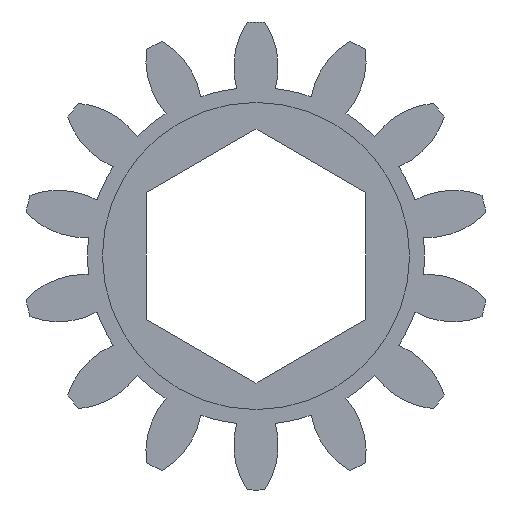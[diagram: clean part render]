
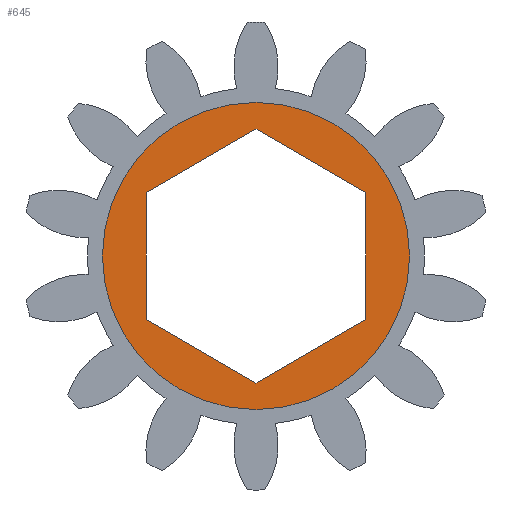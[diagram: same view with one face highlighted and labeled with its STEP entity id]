
A CAD part, left-side view. The second image highlights one B-rep face of the part: STEP entity #645.
In plain terms, the highlighted planar face has unit normal (-1, 0, 0).
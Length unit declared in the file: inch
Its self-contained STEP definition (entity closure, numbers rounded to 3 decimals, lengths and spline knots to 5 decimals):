
#5 = FACE_BOUND ( 'NONE', #2473, .T. ) ;
#13 = VERTEX_POINT ( 'NONE', #2136 ) ;
#29 = CARTESIAN_POINT ( 'NONE',  ( -0.0625, 0., -0.21708 ) ) ;
#56 = CARTESIAN_POINT ( 'NONE',  ( -0.0625, -0.188, 0.10854 ) ) ;
#82 = DIRECTION ( 'NONE',  ( 0., 0., -1. ) ) ;
#99 = ORIENTED_EDGE ( 'NONE', *, *, #1650, .T. ) ;
#182 = FACE_OUTER_BOUND ( 'NONE', #2557, .T. ) ;
#203 = DIRECTION ( 'NONE',  ( 0., 0.866, -0.5 ) ) ;
#237 = CARTESIAN_POINT ( 'NONE',  ( -0.0625, -0.188, -0.10854 ) ) ;
#327 = CARTESIAN_POINT ( 'NONE',  ( -0.0625, -0.188, -0.10854 ) ) ;
#588 = AXIS2_PLACEMENT_3D ( 'NONE', #2039, #2034, #1998 ) ;
#645 = ADVANCED_FACE ( 'NONE', ( #5, #182 ), #2103, .F. ) ;
#730 = VERTEX_POINT ( 'NONE', #1914 ) ;
#759 = CARTESIAN_POINT ( 'NONE',  ( -0.0625, 0., -0.2625 ) ) ;
#792 = DIRECTION ( 'NONE',  ( 0., 0.866, 0.5 ) ) ;
#826 = CARTESIAN_POINT ( 'NONE',  ( -0.0625, 0., -0.21708 ) ) ;
#834 = DIRECTION ( 'NONE',  ( 0., 0., -1. ) ) ;
#835 = DIRECTION ( 'NONE',  ( 1., 0., 0. ) ) ;
#838 = CARTESIAN_POINT ( 'NONE',  ( -0.0625, 0., 0. ) ) ;
#869 = EDGE_CURVE ( 'NONE', #1215, #13, #2569, .T. ) ;
#890 = CARTESIAN_POINT ( 'NONE',  ( -0.0625, 0.188, 0.10854 ) ) ;
#933 = CARTESIAN_POINT ( 'NONE',  ( -0.0625, 0., 0.21708 ) ) ;
#939 = AXIS2_PLACEMENT_3D ( 'NONE', #838, #835, #834 ) ;
#992 = CARTESIAN_POINT ( 'NONE',  ( -0.0625, 0.188, -0.10854 ) ) ;
#1152 = AXIS2_PLACEMENT_3D ( 'NONE', #2094, #2106, #2085 ) ;
#1215 = VERTEX_POINT ( 'NONE', #933 ) ;
#1253 = EDGE_CURVE ( 'NONE', #730, #1342, #2394, .T. ) ;
#1304 = EDGE_CURVE ( 'NONE', #1854, #1977, #2384, .T. ) ;
#1342 = VERTEX_POINT ( 'NONE', #759 ) ;
#1389 = DIRECTION ( 'NONE',  ( 0., -0.866, 0.5 ) ) ;
#1432 = ORIENTED_EDGE ( 'NONE', *, *, #1253, .F. ) ;
#1454 = CARTESIAN_POINT ( 'NONE',  ( -0.0625, 0.188, 0.10854 ) ) ;
#1506 = CARTESIAN_POINT ( 'NONE',  ( -0.0625, 0.188, -0.10854 ) ) ;
#1602 = VERTEX_POINT ( 'NONE', #327 ) ;
#1650 = EDGE_CURVE ( 'NONE', #1602, #1854, #2160, .T. ) ;
#1703 = DIRECTION ( 'NONE',  ( 0., -0.866, -0.5 ) ) ;
#1759 = VECTOR ( 'NONE', #2142, 39.37008 ) ;
#1798 = CARTESIAN_POINT ( 'NONE',  ( -0.0625, 0., 0.21708 ) ) ;
#1805 = EDGE_CURVE ( 'NONE', #13, #1602, #2110, .T. ) ;
#1807 = LINE ( 'NONE', #1506, #1759 ) ;
#1854 = VERTEX_POINT ( 'NONE', #29 ) ;
#1897 = ORIENTED_EDGE ( 'NONE', *, *, #869, .T. ) ;
#1914 = CARTESIAN_POINT ( 'NONE',  ( -0.0625, 0., 0.2625 ) ) ;
#1971 = VECTOR ( 'NONE', #1389, 39.37008 ) ;
#1977 = VERTEX_POINT ( 'NONE', #992 ) ;
#1993 = LINE ( 'NONE', #1454, #1971 ) ;
#1998 = DIRECTION ( 'NONE',  ( 0., 0., -1. ) ) ;
#2034 = DIRECTION ( 'NONE',  ( 1., 0., 0. ) ) ;
#2035 = CIRCLE ( 'NONE', #588, 0.2625 ) ;
#2039 = CARTESIAN_POINT ( 'NONE',  ( -0.0625, 0., 0. ) ) ;
#2085 = DIRECTION ( 'NONE',  ( 0., 0., -1. ) ) ;
#2092 = VECTOR ( 'NONE', #82, 39.37008 ) ;
#2094 = CARTESIAN_POINT ( 'NONE',  ( -0.0625, 0., 0. ) ) ;
#2103 = PLANE ( 'NONE',  #1152 ) ;
#2106 = DIRECTION ( 'NONE',  ( 1., 0., 0. ) ) ;
#2110 = LINE ( 'NONE', #56, #2092 ) ;
#2120 = EDGE_CURVE ( 'NONE', #1342, #730, #2035, .T. ) ;
#2136 = CARTESIAN_POINT ( 'NONE',  ( -0.0625, -0.188, 0.10854 ) ) ;
#2137 = EDGE_CURVE ( 'NONE', #2342, #1215, #1993, .T. ) ;
#2140 = VECTOR ( 'NONE', #203, 39.37008 ) ;
#2142 = DIRECTION ( 'NONE',  ( 0., 0., 1. ) ) ;
#2160 = LINE ( 'NONE', #237, #2140 ) ;
#2235 = EDGE_CURVE ( 'NONE', #1977, #2342, #1807, .T. ) ;
#2333 = ORIENTED_EDGE ( 'NONE', *, *, #2137, .T. ) ;
#2339 = ORIENTED_EDGE ( 'NONE', *, *, #2120, .F. ) ;
#2342 = VERTEX_POINT ( 'NONE', #890 ) ;
#2373 = VECTOR ( 'NONE', #792, 39.37008 ) ;
#2384 = LINE ( 'NONE', #826, #2373 ) ;
#2394 = CIRCLE ( 'NONE', #939, 0.2625 ) ;
#2456 = ORIENTED_EDGE ( 'NONE', *, *, #1805, .T. ) ;
#2473 = EDGE_LOOP ( 'NONE', ( #2456, #99, #2520, #2495, #2333, #1897 ) ) ;
#2495 = ORIENTED_EDGE ( 'NONE', *, *, #2235, .T. ) ;
#2520 = ORIENTED_EDGE ( 'NONE', *, *, #1304, .T. ) ;
#2557 = EDGE_LOOP ( 'NONE', ( #2339, #1432 ) ) ;
#2565 = VECTOR ( 'NONE', #1703, 39.37008 ) ;
#2569 = LINE ( 'NONE', #1798, #2565 ) ;
